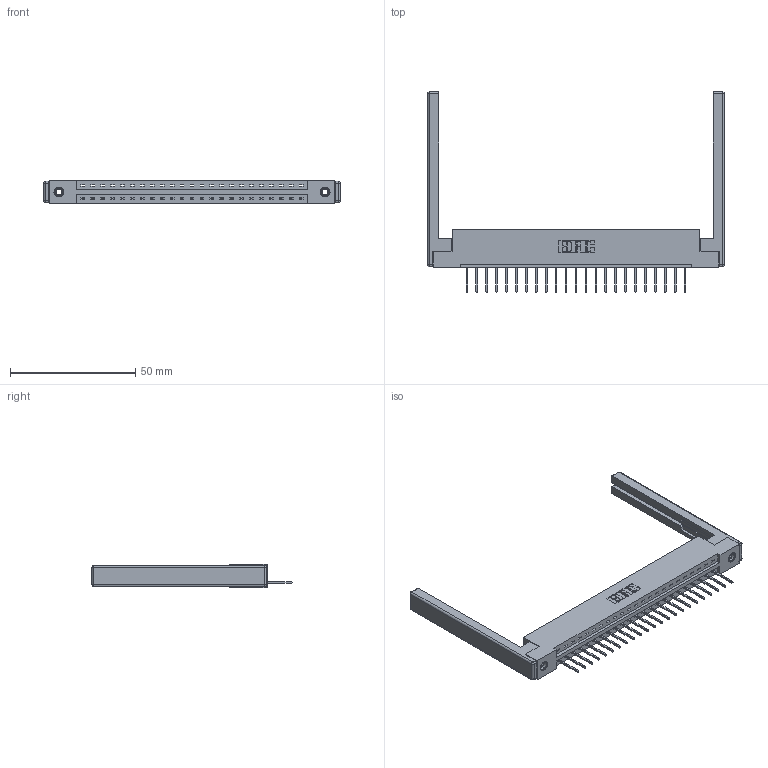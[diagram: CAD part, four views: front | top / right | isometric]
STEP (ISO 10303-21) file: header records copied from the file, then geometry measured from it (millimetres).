
FILE_DESCRIPTION (( 'STEP AP203' ), '1' );
FILE_NAME ('387-023-523-168.STEP', '2019-10-03T02:32:18', ( '' ), ( '' ), 'SwSTEP 2.0', 'SolidWorks 2016', '' );
FILE_SCHEMA (( 'CONFIG_CONTROL_DESIGN' ));
Length unit declared in the file: inch
Products named in the file (5): 307-220-068; 345-250-001_345-250-001-102; 345-292-001_345-293-123; 387-023-523-168; 337 Part_Flush Mounting Lugs - 0.156 Dia-TI
Assembly tree (28 placements, depth 2):
  387-023-523-168
    337 Part_Flush Mounting Lugs - 0.156 Dia-TI
    345-292-001_345-293-123  x23
    345-250-001_345-250-001-102  x2
    307-220-068  x2
Bounding box: 118.57 x 79.89 x 9.4 mm (x, y, z)
Volume: 16467.6 mm3; surface area: 16486.7 mm2
Topology: 28 solids, 28 shells, 1694 faces, 5025 edges, 3298 vertices
Faces by surface type: plane 1216, cylinder 454, cone 12, sphere 8, torus 4
Entity records: 22332 total; most frequent: CARTESIAN_POINT 3844, ORIENTED_EDGE 3792, DIRECTION 3348, EDGE_CURVE 1896, LINE 1718, VECTOR 1718, VERTEX_POINT 1254, AXIS2_PLACEMENT_3D 815
